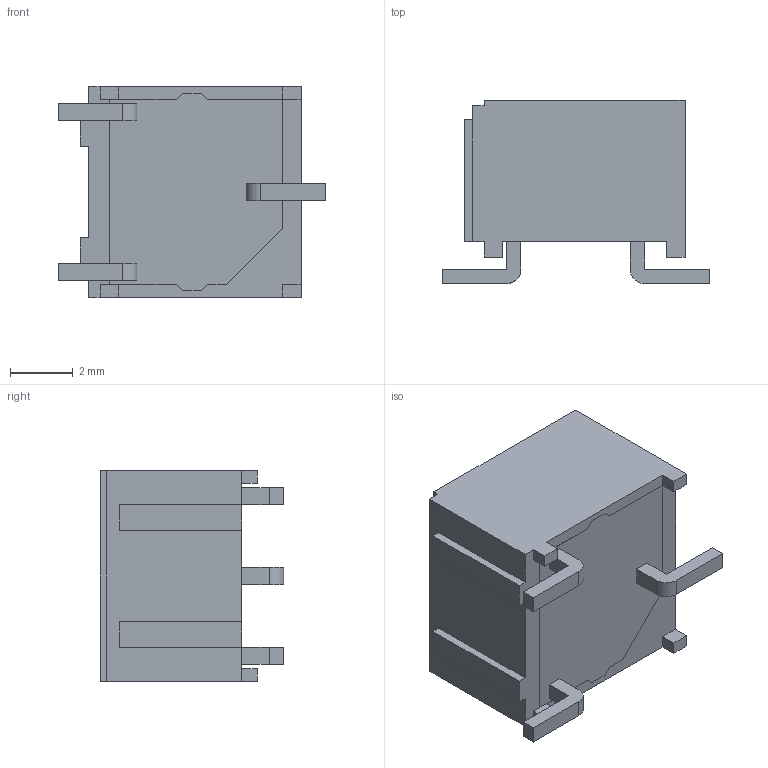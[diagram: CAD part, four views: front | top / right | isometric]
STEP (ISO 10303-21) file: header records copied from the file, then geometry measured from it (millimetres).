
FILE_DESCRIPTION (( 'STEP AP214' ), '1' );
FILE_NAME ('3361P-1-102GLF.STEP', '2022-12-30T20:19:37', ( '' ), ( '' ), 'SwSTEP 2.0', 'SolidWorks 2021', '' );
FILE_SCHEMA (( 'AUTOMOTIVE_DESIGN' ));
Length unit declared in the file: millimetre
Products named in the file (1): 3361P-1-102GLF
Bounding box: 8.53 x 5.84 x 6.71 mm (x, y, z)
Volume: 205 mm3; surface area: 366.4 mm2
Topology: 5 solids, 5 shells, 156 faces, 419 edges, 277 vertices
Faces by surface type: plane 132, cylinder 24
Entity records: 4885 total; most frequent: CARTESIAN_POINT 853, ORIENTED_EDGE 838, DIRECTION 781, EDGE_CURVE 419, LINE 371, VECTOR 371, VERTEX_POINT 277, AXIS2_PLACEMENT_3D 205
